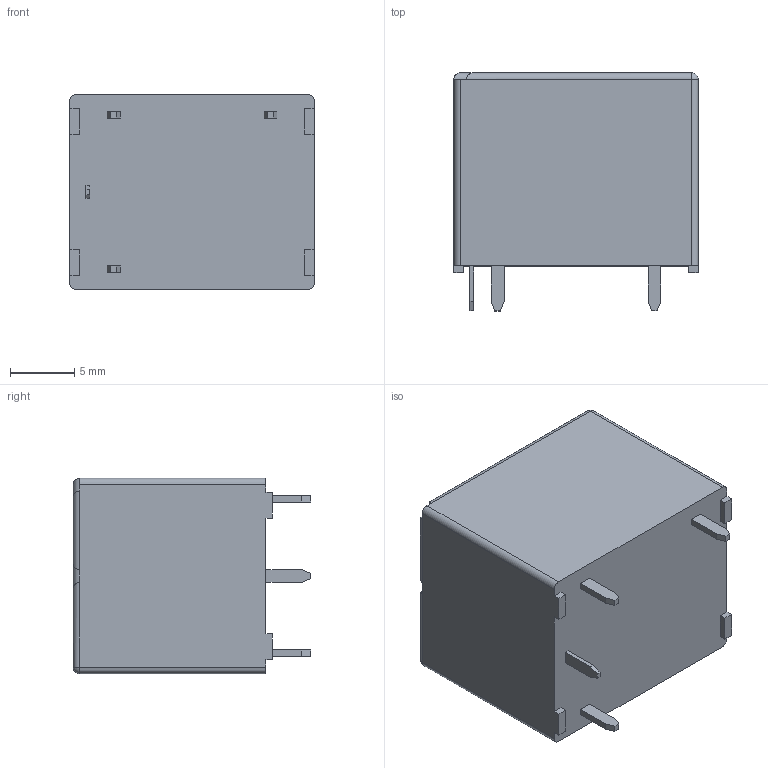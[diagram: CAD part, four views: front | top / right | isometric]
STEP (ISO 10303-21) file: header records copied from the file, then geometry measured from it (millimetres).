
FILE_DESCRIPTION (( 'STEP AP214' ), '1' );
FILE_NAME ('User Library-HF3FF005-1HST.STEP', '2020-08-20T01:00:32', ( '' ), ( '' ), 'SwSTEP 2.0', 'SolidWorks 2020', '' );
FILE_SCHEMA (( 'AUTOMOTIVE_DESIGN' ));
Length unit declared in the file: millimetre
Products named in the file (1): User Library-HF3FF005-1HST
Bounding box: 19 x 18.5 x 15.2 mm (x, y, z)
Volume: 4333.1 mm3; surface area: 1625.6 mm2
Topology: 1 solids, 1 shells, 573 faces, 1520 edges, 1007 vertices
Faces by surface type: plane 396, bspline 160, cylinder 14, sphere 3
Entity records: 28042 total; most frequent: CARTESIAN_POINT 14303, ORIENTED_EDGE 3034, DIRECTION 2032, EDGE_CURVE 1517, VECTOR 1176, LINE 1176, VERTEX_POINT 1007, EDGE_LOOP 634
